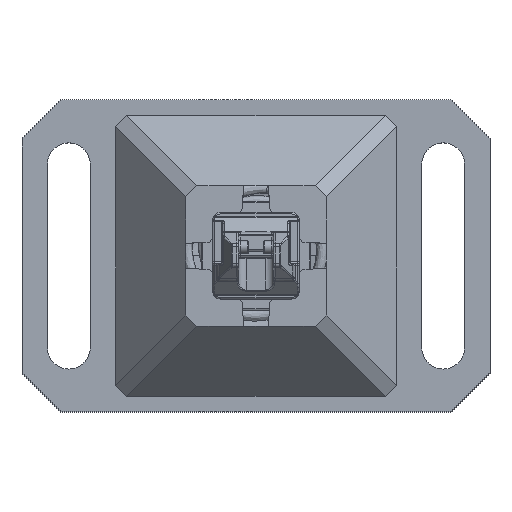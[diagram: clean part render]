
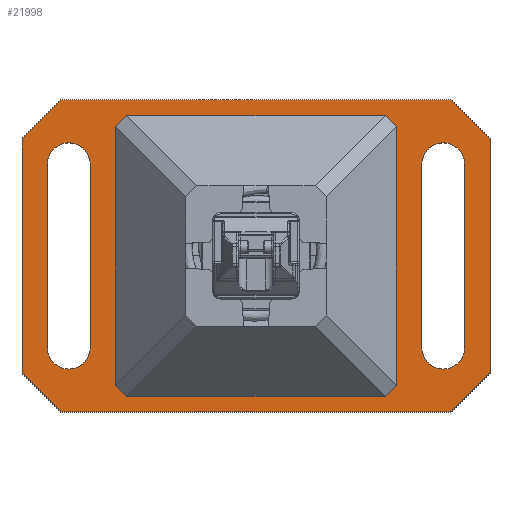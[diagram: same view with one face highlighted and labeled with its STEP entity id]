
A CAD part, top view. The second image highlights one B-rep face of the part: STEP entity #21998.
In plain terms, the highlighted planar face has unit normal (0, 0, 1).
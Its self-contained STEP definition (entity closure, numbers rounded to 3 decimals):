
#6976=DIRECTION('',(0.707,0.707,0.));
#6977=VECTOR('',#6976,7.071);
#6978=CARTESIAN_POINT('',(25.,-21.05,-18.6));
#6979=LINE('',#6978,#6977);
#6983=DIRECTION('',(1.,0.,0.));
#6984=VECTOR('',#6983,50.);
#6985=CARTESIAN_POINT('',(-25.,-21.05,-18.6));
#6986=LINE('',#6985,#6984);
#6990=DIRECTION('',(0.707,-0.707,0.));
#6991=VECTOR('',#6990,7.071);
#6992=CARTESIAN_POINT('',(-30.,-16.05,-18.6));
#6993=LINE('',#6992,#6991);
#6997=DIRECTION('',(0.,-1.,0.));
#6998=VECTOR('',#6997,30.);
#6999=CARTESIAN_POINT('',(-30.,13.95,-18.6));
#7000=LINE('',#6999,#6998);
#7004=DIRECTION('',(-0.707,-0.707,0.));
#7005=VECTOR('',#7004,7.071);
#7006=CARTESIAN_POINT('',(-25.,18.95,-18.6));
#7007=LINE('',#7006,#7005);
#7011=DIRECTION('',(-1.,0.,0.));
#7012=VECTOR('',#7011,50.);
#7013=CARTESIAN_POINT('',(25.,18.95,-18.6));
#7014=LINE('',#7013,#7012);
#7018=DIRECTION('',(-0.707,0.707,0.));
#7019=VECTOR('',#7018,7.071);
#7020=CARTESIAN_POINT('',(30.,13.95,-18.6));
#7021=LINE('',#7020,#7019);
#7025=DIRECTION('',(0.,1.,0.));
#7026=VECTOR('',#7025,30.);
#7027=CARTESIAN_POINT('',(30.,-16.05,-18.6));
#7028=LINE('',#7027,#7026);
#7032=DIRECTION('',(-1.,0.,0.));
#7033=VECTOR('',#7032,33.172);
#7034=CARTESIAN_POINT('',(16.586,16.95,-18.6));
#7035=LINE('',#7034,#7033);
#7039=DIRECTION('',(-0.707,-0.707,0.));
#7040=VECTOR('',#7039,2.);
#7041=CARTESIAN_POINT('',(-16.586,16.95,-18.6));
#7042=LINE('',#7041,#7040);
#7046=DIRECTION('',(0.,-1.,0.));
#7047=VECTOR('',#7046,33.172);
#7048=CARTESIAN_POINT('',(-18.,15.536,-18.6));
#7049=LINE('',#7048,#7047);
#7053=DIRECTION('',(0.707,-0.707,0.));
#7054=VECTOR('',#7053,2.);
#7055=CARTESIAN_POINT('',(-18.,-17.636,-18.6));
#7056=LINE('',#7055,#7054);
#7060=DIRECTION('',(1.,0.,0.));
#7061=VECTOR('',#7060,33.172);
#7062=CARTESIAN_POINT('',(-16.586,-19.05,-18.6));
#7063=LINE('',#7062,#7061);
#7067=DIRECTION('',(0.707,0.707,0.));
#7068=VECTOR('',#7067,2.);
#7069=CARTESIAN_POINT('',(16.586,-19.05,-18.6));
#7070=LINE('',#7069,#7068);
#7074=DIRECTION('',(0.,1.,0.));
#7075=VECTOR('',#7074,33.172);
#7076=CARTESIAN_POINT('',(18.,-17.636,-18.6));
#7077=LINE('',#7076,#7075);
#7081=DIRECTION('',(-0.707,0.707,0.));
#7082=VECTOR('',#7081,2.);
#7083=CARTESIAN_POINT('',(18.,15.536,-18.6));
#7084=LINE('',#7083,#7082);
#7088=CARTESIAN_POINT('',(-24.,-12.8,-18.6));
#7089=DIRECTION('',(0.,0.,-1.));
#7090=DIRECTION('',(1.,0.,0.));
#7091=AXIS2_PLACEMENT_3D('',#7088,#7089,#7090);
#7096=DIRECTION('',(0.,-1.,0.));
#7097=VECTOR('',#7096,23.5);
#7098=CARTESIAN_POINT('',(-21.25,10.7,-18.6));
#7099=LINE('',#7098,#7097);
#7103=CARTESIAN_POINT('',(-24.,10.7,-18.6));
#7104=DIRECTION('',(0.,0.,-1.));
#7105=DIRECTION('',(-1.,0.,0.));
#7106=AXIS2_PLACEMENT_3D('',#7103,#7104,#7105);
#7111=DIRECTION('',(0.,1.,0.));
#7112=VECTOR('',#7111,23.5);
#7113=CARTESIAN_POINT('',(-26.75,-12.8,-18.6));
#7114=LINE('',#7113,#7112);
#7118=DIRECTION('',(0.,1.,0.));
#7119=VECTOR('',#7118,23.5);
#7120=CARTESIAN_POINT('',(21.25,-12.8,-18.6));
#7121=LINE('',#7120,#7119);
#7125=CARTESIAN_POINT('',(24.,-12.8,-18.6));
#7126=DIRECTION('',(0.,0.,-1.));
#7127=DIRECTION('',(1.,0.,0.));
#7128=AXIS2_PLACEMENT_3D('',#7125,#7126,#7127);
#7133=DIRECTION('',(0.,-1.,0.));
#7134=VECTOR('',#7133,23.5);
#7135=CARTESIAN_POINT('',(26.75,10.7,-18.6));
#7136=LINE('',#7135,#7134);
#7140=CARTESIAN_POINT('',(24.,10.7,-18.6));
#7141=DIRECTION('',(0.,0.,-1.));
#7142=DIRECTION('',(-1.,0.,0.));
#7143=AXIS2_PLACEMENT_3D('',#7140,#7141,#7142);
#11294=CARTESIAN_POINT('',(-21.25,-12.8,-18.6));
#11295=VERTEX_POINT('',#11294);
#11296=CARTESIAN_POINT('',(-26.75,-12.8,-18.6));
#11297=VERTEX_POINT('',#11296);
#11298=CARTESIAN_POINT('',(-26.75,10.7,-18.6));
#11299=VERTEX_POINT('',#11298);
#11300=CARTESIAN_POINT('',(-21.25,10.7,-18.6));
#11301=VERTEX_POINT('',#11300);
#11302=CARTESIAN_POINT('',(21.25,-12.8,-18.6));
#11303=VERTEX_POINT('',#11302);
#11304=CARTESIAN_POINT('',(21.25,10.7,-18.6));
#11305=VERTEX_POINT('',#11304);
#11306=CARTESIAN_POINT('',(26.75,10.7,-18.6));
#11307=VERTEX_POINT('',#11306);
#11308=CARTESIAN_POINT('',(26.75,-12.8,-18.6));
#11309=VERTEX_POINT('',#11308);
#11342=CARTESIAN_POINT('',(16.586,16.95,-18.6));
#11343=CARTESIAN_POINT('',(-16.586,16.95,-18.6));
#11344=VERTEX_POINT('',#11342);
#11345=VERTEX_POINT('',#11343);
#11346=CARTESIAN_POINT('',(-18.,15.536,-18.6));
#11347=CARTESIAN_POINT('',(-18.,-17.636,-18.6));
#11348=VERTEX_POINT('',#11346);
#11349=VERTEX_POINT('',#11347);
#11350=CARTESIAN_POINT('',(-16.586,-19.05,-18.6));
#11351=CARTESIAN_POINT('',(16.586,-19.05,-18.6));
#11352=VERTEX_POINT('',#11350);
#11353=VERTEX_POINT('',#11351);
#11354=CARTESIAN_POINT('',(18.,-17.636,-18.6));
#11355=CARTESIAN_POINT('',(18.,15.536,-18.6));
#11356=VERTEX_POINT('',#11354);
#11357=VERTEX_POINT('',#11355);
#11496=CARTESIAN_POINT('',(25.,-21.05,-18.6));
#11497=VERTEX_POINT('',#11496);
#11498=CARTESIAN_POINT('',(30.,-16.05,-18.6));
#11499=VERTEX_POINT('',#11498);
#11504=CARTESIAN_POINT('',(30.,13.95,-18.6));
#11505=VERTEX_POINT('',#11504);
#11506=CARTESIAN_POINT('',(25.,18.95,-18.6));
#11507=VERTEX_POINT('',#11506);
#11512=CARTESIAN_POINT('',(-25.,18.95,-18.6));
#11513=VERTEX_POINT('',#11512);
#11514=CARTESIAN_POINT('',(-30.,13.95,-18.6));
#11515=VERTEX_POINT('',#11514);
#11520=CARTESIAN_POINT('',(-30.,-16.05,-18.6));
#11521=VERTEX_POINT('',#11520);
#11522=CARTESIAN_POINT('',(-25.,-21.05,-18.6));
#11523=VERTEX_POINT('',#11522);
#21939=CARTESIAN_POINT('',(0.,-1.05,-18.6));
#21940=DIRECTION('',(0.,0.,1.));
#21941=DIRECTION('',(0.,-1.,0.));
#21942=AXIS2_PLACEMENT_3D('',#21939,#21940,#21941);
#21943=PLANE('',#21942);
#21945=ORIENTED_EDGE('',*,*,#21944,.F.);
#21947=ORIENTED_EDGE('',*,*,#21946,.F.);
#21949=ORIENTED_EDGE('',*,*,#21948,.F.);
#21951=ORIENTED_EDGE('',*,*,#21950,.F.);
#21953=ORIENTED_EDGE('',*,*,#21952,.F.);
#21955=ORIENTED_EDGE('',*,*,#21954,.F.);
#21957=ORIENTED_EDGE('',*,*,#21956,.F.);
#21959=ORIENTED_EDGE('',*,*,#21958,.F.);
#21960=EDGE_LOOP('',(#21945,#21947,#21949,#21951,#21953,#21955,#21957,#21959));
#21961=FACE_OUTER_BOUND('',#21960,.F.);
#21963=ORIENTED_EDGE('',*,*,#21962,.T.);
#21965=ORIENTED_EDGE('',*,*,#21964,.T.);
#21967=ORIENTED_EDGE('',*,*,#21966,.T.);
#21969=ORIENTED_EDGE('',*,*,#21968,.T.);
#21971=ORIENTED_EDGE('',*,*,#21970,.T.);
#21973=ORIENTED_EDGE('',*,*,#21972,.T.);
#21974=ORIENTED_EDGE('',*,*,#21893,.T.);
#21975=ORIENTED_EDGE('',*,*,#21918,.T.);
#21976=EDGE_LOOP('',(#21963,#21965,#21967,#21969,#21971,#21973,#21974,#21975));
#21977=FACE_BOUND('',#21976,.F.);
#21979=ORIENTED_EDGE('',*,*,#21978,.F.);
#21981=ORIENTED_EDGE('',*,*,#21980,.F.);
#21983=ORIENTED_EDGE('',*,*,#21982,.F.);
#21985=ORIENTED_EDGE('',*,*,#21984,.F.);
#21986=EDGE_LOOP('',(#21979,#21981,#21983,#21985));
#21987=FACE_BOUND('',#21986,.F.);
#21989=ORIENTED_EDGE('',*,*,#21988,.F.);
#21991=ORIENTED_EDGE('',*,*,#21990,.F.);
#21993=ORIENTED_EDGE('',*,*,#21992,.F.);
#21995=ORIENTED_EDGE('',*,*,#21994,.F.);
#21996=EDGE_LOOP('',(#21989,#21991,#21993,#21995));
#21997=FACE_BOUND('',#21996,.F.);
#7092=CIRCLE('',#7091,2.75);
#7107=CIRCLE('',#7106,2.75);
#7129=CIRCLE('',#7128,2.75);
#7144=CIRCLE('',#7143,2.75);
#21893=EDGE_CURVE('',#11356,#11357,#7077,.T.);
#21918=EDGE_CURVE('',#11357,#11344,#7084,.T.);
#21944=EDGE_CURVE('',#11497,#11499,#6979,.T.);
#21946=EDGE_CURVE('',#11523,#11497,#6986,.T.);
#21948=EDGE_CURVE('',#11521,#11523,#6993,.T.);
#21950=EDGE_CURVE('',#11515,#11521,#7000,.T.);
#21952=EDGE_CURVE('',#11513,#11515,#7007,.T.);
#21954=EDGE_CURVE('',#11507,#11513,#7014,.T.);
#21956=EDGE_CURVE('',#11505,#11507,#7021,.T.);
#21958=EDGE_CURVE('',#11499,#11505,#7028,.T.);
#21962=EDGE_CURVE('',#11344,#11345,#7035,.T.);
#21964=EDGE_CURVE('',#11345,#11348,#7042,.T.);
#21966=EDGE_CURVE('',#11348,#11349,#7049,.T.);
#21968=EDGE_CURVE('',#11349,#11352,#7056,.T.);
#21970=EDGE_CURVE('',#11352,#11353,#7063,.T.);
#21972=EDGE_CURVE('',#11353,#11356,#7070,.T.);
#21978=EDGE_CURVE('',#11295,#11297,#7092,.T.);
#21980=EDGE_CURVE('',#11301,#11295,#7099,.T.);
#21982=EDGE_CURVE('',#11299,#11301,#7107,.T.);
#21984=EDGE_CURVE('',#11297,#11299,#7114,.T.);
#21988=EDGE_CURVE('',#11303,#11305,#7121,.T.);
#21990=EDGE_CURVE('',#11309,#11303,#7129,.T.);
#21992=EDGE_CURVE('',#11307,#11309,#7136,.T.);
#21994=EDGE_CURVE('',#11305,#11307,#7144,.T.);
#21998=ADVANCED_FACE('',(#21961,#21977,#21987,#21997),#21943,.T.);
